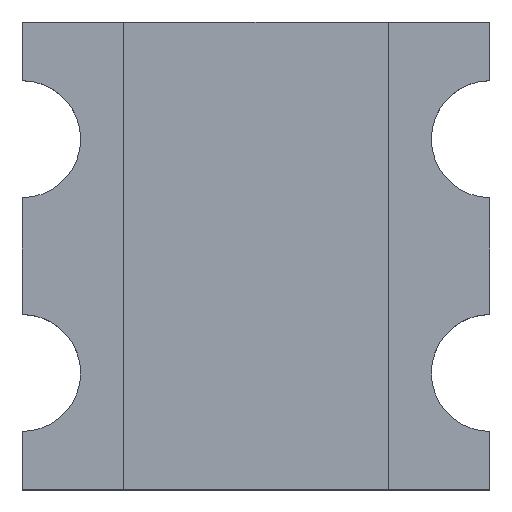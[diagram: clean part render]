
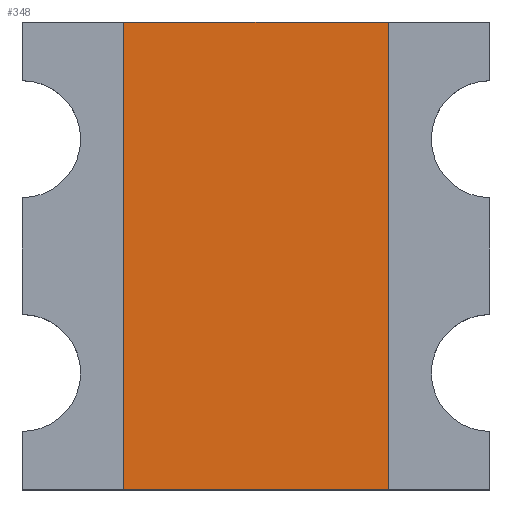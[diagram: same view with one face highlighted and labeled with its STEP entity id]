
A CAD part, top view. The second image highlights one B-rep face of the part: STEP entity #348.
In plain terms, the highlighted planar face has unit normal (0, 0, 1).
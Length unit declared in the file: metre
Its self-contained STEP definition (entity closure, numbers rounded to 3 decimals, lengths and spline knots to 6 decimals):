
#117=ORIENTED_EDGE('',*,*,#142,.F.);
#118=ORIENTED_EDGE('',*,*,#167,.T.);
#119=ORIENTED_EDGE('',*,*,#162,.T.);
#120=ORIENTED_EDGE('',*,*,#168,.F.);
#142=EDGE_CURVE('',#185,#186,#218,.T.);
#162=EDGE_CURVE('',#199,#198,#234,.T.);
#167=EDGE_CURVE('',#185,#199,#239,.T.);
#168=EDGE_CURVE('',#186,#198,#240,.T.);
#185=VERTEX_POINT('',#533);
#186=VERTEX_POINT('',#535);
#198=VERTEX_POINT('',#572);
#199=VERTEX_POINT('',#574);
#218=LINE('',#534,#258);
#234=LINE('',#573,#274);
#239=LINE('',#584,#279);
#240=LINE('',#586,#280);
#258=VECTOR('',#434,1.);
#274=VECTOR('',#470,1.);
#279=VECTOR('',#483,1.);
#280=VECTOR('',#486,1.);
#298=EDGE_LOOP('',(#117,#118,#119,#120));
#316=FACE_BOUND('',#298,.T.);
#330=PLANE('',#394);
#348=ADVANCED_FACE('',(#316),#330,.T.);
#394=AXIS2_PLACEMENT_3D('',#587,#487,#488);
#434=DIRECTION('',(-1.,0.,0.));
#470=DIRECTION('',(-1.,0.,0.));
#483=DIRECTION('',(0.,1.,0.));
#486=DIRECTION('',(0.,1.,0.));
#487=DIRECTION('',(0.,0.,1.));
#488=DIRECTION('',(1.,0.,0.));
#533=CARTESIAN_POINT('',(0.000565,-0.001,0.00084));
#534=CARTESIAN_POINT('',(0.,-0.001,0.00084));
#535=CARTESIAN_POINT('',(-0.000565,-0.001,0.00084));
#572=CARTESIAN_POINT('',(-0.000565,0.001,0.00084));
#573=CARTESIAN_POINT('',(0.,0.001,0.00084));
#574=CARTESIAN_POINT('',(0.000565,0.001,0.00084));
#584=CARTESIAN_POINT('',(0.000565,0.,0.00084));
#586=CARTESIAN_POINT('',(-0.000565,0.,0.00084));
#587=CARTESIAN_POINT('',(0.,0.,0.00084));
